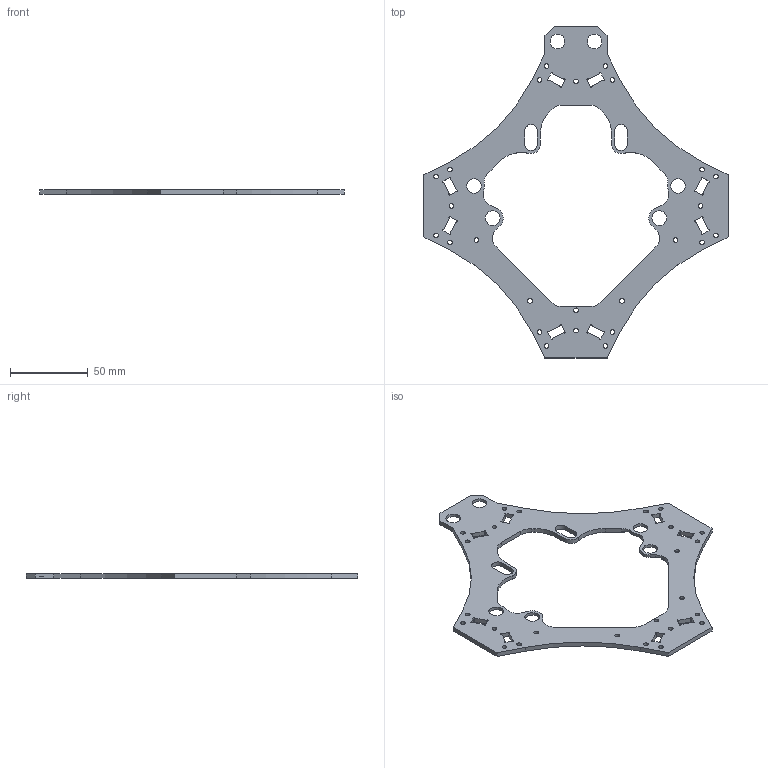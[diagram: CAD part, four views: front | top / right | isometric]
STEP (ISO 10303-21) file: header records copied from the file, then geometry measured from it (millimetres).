
FILE_DESCRIPTION(/* description */ (''),/* implementation_level */ '2;1');
FILE_NAME(/* name */ 'TopPlate.step',/* time_stamp */ '2023-05-23T22:13:08+08:00',/* author */ (''),/* organization */ (''),/* preprocessor_version */ 'ST-DEVELOPER v19.2',/* originating_system */ 'Autodesk Translation Framework v12.4.0.73',/* authorisation */ '');
FILE_SCHEMA (('AUTOMOTIVE_DESIGN { 1 0 10303 214 3 1 1 }'));
Length unit declared in the file: millimetre
Products named in the file (1): TopPlate
Bounding box: 196 x 214 x 3 mm (x, y, z)
Volume: 35527.8 mm3; surface area: 29665.7 mm2
Topology: 1 solids, 1 shells, 214 faces, 618 edges, 412 vertices
Faces by surface type: plane 109, cylinder 105
Full cylindrical faces by diameter (mm): 3 x25, 9.5 x6, 15 x2
Entity records: 7308 total; most frequent: DIRECTION 1266, CARTESIAN_POINT 1245, ORIENTED_EDGE 1236, EDGE_CURVE 618, AXIS2_PLACEMENT_3D 433, VERTEX_POINT 412, LINE 400, VECTOR 400
